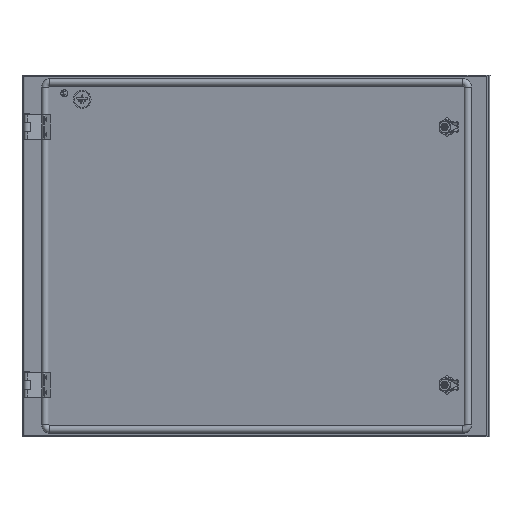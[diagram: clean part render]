
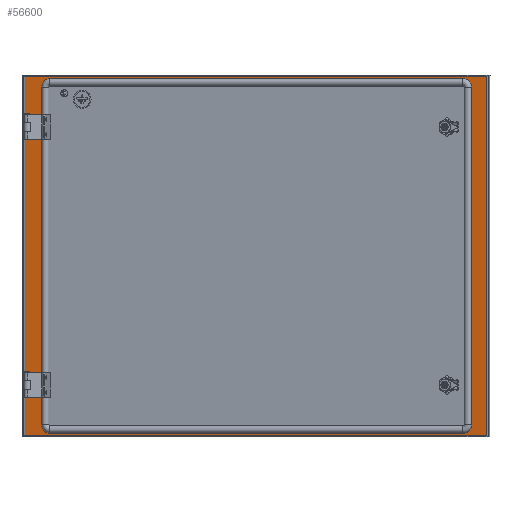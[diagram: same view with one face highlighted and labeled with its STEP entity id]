
A CAD part, left-side view. The second image highlights one B-rep face of the part: STEP entity #56600.
In plain terms, the highlighted planar face has unit normal (-0.966, 0.259, 0).
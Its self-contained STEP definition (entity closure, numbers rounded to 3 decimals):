
#266 = LINE ( 'NONE', #9689, #63510 ) ;
#473 = DIRECTION ( 'NONE',  ( -0.259, -0.966, 0. ) ) ;
#774 = EDGE_LOOP ( 'NONE', ( #80561, #27303 ) ) ;
#854 = CARTESIAN_POINT ( 'NONE',  ( -88.23, -315.227, 25. ) ) ;
#1322 = VERTEX_POINT ( 'NONE', #46390 ) ;
#1489 = DIRECTION ( 'NONE',  ( -0.259, -0.966, 0. ) ) ;
#1490 = VERTEX_POINT ( 'NONE', #65230 ) ;
#2119 = LINE ( 'NONE', #19856, #94634 ) ;
#2666 = DIRECTION ( 'NONE',  ( -0.259, -0.966, 0. ) ) ;
#3014 = EDGE_CURVE ( 'NONE', #85780, #65075, #9489, .T. ) ;
#3244 = CARTESIAN_POINT ( 'NONE',  ( -190.497, -697.277, -271. ) ) ;
#7653 = CARTESIAN_POINT ( 'NONE',  ( 9.77, 50.883, -187.5 ) ) ;
#8073 = DIRECTION ( 'NONE',  ( 0.259, 0.966, 0. ) ) ;
#8094 = CARTESIAN_POINT ( 'NONE',  ( 9.9, 51.366, -187.5 ) ) ;
#9132 = DIRECTION ( 'NONE',  ( -0.259, -0.966, 0. ) ) ;
#9385 = EDGE_CURVE ( 'NONE', #65075, #14854, #46457, .T. ) ;
#9489 = LINE ( 'NONE', #43901, #29972 ) ;
#9689 = CARTESIAN_POINT ( 'NONE',  ( 2.918, 25.285, 317. ) ) ;
#9835 = CARTESIAN_POINT ( 'NONE',  ( 9.9, 51.366, 237.5 ) ) ;
#10733 = VECTOR ( 'NONE', #22519, 1000. ) ;
#10789 = EDGE_LOOP ( 'NONE', ( #25895, #15098, #17298, #35476, #103079, #43944, #15200, #48886 ) ) ;
#11612 = AXIS2_PLACEMENT_3D ( 'NONE', #66000, #75929, #473 ) ;
#14854 = VERTEX_POINT ( 'NONE', #87371 ) ;
#14933 = VERTEX_POINT ( 'NONE', #26362 ) ;
#15098 = ORIENTED_EDGE ( 'NONE', *, *, #66354, .T. ) ;
#15200 = ORIENTED_EDGE ( 'NONE', *, *, #58026, .F. ) ;
#15516 = CARTESIAN_POINT ( 'NONE',  ( 9.77, 50.883, 237.5 ) ) ;
#15840 = FACE_BOUND ( 'NONE', #774, .T. ) ;
#16102 = EDGE_CURVE ( 'NONE', #49786, #85780, #39961, .T. ) ;
#16938 = DIRECTION ( 'NONE',  ( 0.966, -0.259, 0. ) ) ;
#16944 = CARTESIAN_POINT ( 'NONE',  ( 2.918, 25.285, -253. ) ) ;
#17298 = ORIENTED_EDGE ( 'NONE', *, *, #81978, .T. ) ;
#17576 = EDGE_CURVE ( 'NONE', #66039, #14933, #266, .T. ) ;
#17778 = EDGE_CURVE ( 'NONE', #1322, #46564, #45408, .T. ) ;
#18621 = CIRCLE ( 'NONE', #32785, 14. ) ;
#19728 = VERTEX_POINT ( 'NONE', #20773 ) ;
#19856 = CARTESIAN_POINT ( 'NONE',  ( 2.918, 25.285, -267. ) ) ;
#20602 = AXIS2_PLACEMENT_3D ( 'NONE', #8094, #69135, #76330 ) ;
#20773 = CARTESIAN_POINT ( 'NONE',  ( 10.029, 51.849, -187.5 ) ) ;
#21238 = VERTEX_POINT ( 'NONE', #58000 ) ;
#21820 = CARTESIAN_POINT ( 'NONE',  ( -179.378, -655.739, -253. ) ) ;
#22519 = DIRECTION ( 'NONE',  ( 0., 0., -1. ) ) ;
#22743 = EDGE_CURVE ( 'NONE', #75707, #1490, #57144, .T. ) ;
#23443 = CARTESIAN_POINT ( 'NONE',  ( -182.998, -669.263, -253. ) ) ;
#24030 = CARTESIAN_POINT ( 'NONE',  ( 2.918, 25.285, 303. ) ) ;
#24161 = DIRECTION ( 'NONE',  ( 0.259, 0.966, 0. ) ) ;
#24160 = CIRCLE ( 'NONE', #20602, 0.5 ) ;
#25895 = ORIENTED_EDGE ( 'NONE', *, *, #89257, .F. ) ;
#26362 = CARTESIAN_POINT ( 'NONE',  ( -179.378, -655.739, 317. ) ) ;
#26382 = EDGE_CURVE ( 'NONE', #1490, #75707, #36206, .T. ) ;
#26594 = EDGE_CURVE ( 'NONE', #21238, #42842, #2119, .T. ) ;
#27041 = DIRECTION ( 'NONE',  ( 0.966, -0.259, 0. ) ) ;
#27303 = ORIENTED_EDGE ( 'NONE', *, *, #51090, .F. ) ;
#27756 = DIRECTION ( 'NONE',  ( 0.259, 0.966, 0. ) ) ;
#28194 = ORIENTED_EDGE ( 'NONE', *, *, #3014, .T. ) ;
#29218 = DIRECTION ( 'NONE',  ( 0., 0., 1. ) ) ;
#29268 = CARTESIAN_POINT ( 'NONE',  ( -182.998, -669.263, 303. ) ) ;
#29635 = VECTOR ( 'NONE', #66062, 1000. ) ;
#29972 = VECTOR ( 'NONE', #27756, 1000. ) ;
#30525 = DIRECTION ( 'NONE',  ( -0.259, -0.966, 0. ) ) ;
#31530 = CIRCLE ( 'NONE', #105921, 14. ) ;
#32785 = AXIS2_PLACEMENT_3D ( 'NONE', #16944, #92400, #24161 ) ;
#32916 = DIRECTION ( 'NONE',  ( 0.259, 0.966, 0. ) ) ;
#35476 = ORIENTED_EDGE ( 'NONE', *, *, #17576, .T. ) ;
#36206 = CIRCLE ( 'NONE', #48582, 0.5 ) ;
#36669 = LINE ( 'NONE', #104296, #46959 ) ;
#37436 = CIRCLE ( 'NONE', #88828, 14. ) ;
#38335 = VERTEX_POINT ( 'NONE', #102016 ) ;
#38471 = DIRECTION ( 'NONE',  ( 0., 0., -1. ) ) ;
#38919 = CARTESIAN_POINT ( 'NONE',  ( 6.538, 38.808, 25. ) ) ;
#38992 = CIRCLE ( 'NONE', #88542, 14. ) ;
#39868 = CARTESIAN_POINT ( 'NONE',  ( 14.037, 66.822, 321. ) ) ;
#39961 = LINE ( 'NONE', #91522, #29635 ) ;
#42842 = VERTEX_POINT ( 'NONE', #65895 ) ;
#43724 = CARTESIAN_POINT ( 'NONE',  ( -179.378, -655.739, 303. ) ) ;
#43901 = CARTESIAN_POINT ( 'NONE',  ( -88.23, -315.227, 321. ) ) ;
#43944 = ORIENTED_EDGE ( 'NONE', *, *, #17778, .T. ) ;
#45408 = LINE ( 'NONE', #29268, #68879 ) ;
#46390 = CARTESIAN_POINT ( 'NONE',  ( -182.998, -669.263, 303. ) ) ;
#46457 = LINE ( 'NONE', #105163, #10733 ) ;
#46564 = VERTEX_POINT ( 'NONE', #23443 ) ;
#46959 = VECTOR ( 'NONE', #30525, 1000. ) ;
#48582 = AXIS2_PLACEMENT_3D ( 'NONE', #74033, #105609, #55230 ) ;
#48886 = ORIENTED_EDGE ( 'NONE', *, *, #26594, .F. ) ;
#49786 = VERTEX_POINT ( 'NONE', #3244 ) ;
#50147 = DIRECTION ( 'NONE',  ( 0.966, -0.259, 0. ) ) ;
#51090 = EDGE_CURVE ( 'NONE', #19728, #54101, #68353, .T. ) ;
#52602 = EDGE_CURVE ( 'NONE', #14854, #49786, #36669, .T. ) ;
#54101 = VERTEX_POINT ( 'NONE', #7653 ) ;
#55230 = DIRECTION ( 'NONE',  ( -0.259, -0.966, 0. ) ) ;
#56600 = ADVANCED_FACE ( 'NONE', ( #58587, #102317, #15840, #76305 ), #91841, .F. ) ;
#56849 = VECTOR ( 'NONE', #72766, 1000. ) ;
#57144 = CIRCLE ( 'NONE', #71311, 0.5 ) ;
#58000 = CARTESIAN_POINT ( 'NONE',  ( 2.918, 25.285, -267. ) ) ;
#58026 = EDGE_CURVE ( 'NONE', #42842, #46564, #31530, .T. ) ;
#58281 = CARTESIAN_POINT ( 'NONE',  ( -190.497, -697.277, 321. ) ) ;
#58433 = VERTEX_POINT ( 'NONE', #86631 ) ;
#58587 = FACE_OUTER_BOUND ( 'NONE', #75427, .T. ) ;
#59563 = CARTESIAN_POINT ( 'NONE',  ( 2.918, 25.285, 317. ) ) ;
#61965 = ORIENTED_EDGE ( 'NONE', *, *, #9385, .T. ) ;
#63510 = VECTOR ( 'NONE', #9132, 1000. ) ;
#63698 = EDGE_LOOP ( 'NONE', ( #95993, #73393 ) ) ;
#65031 = LINE ( 'NONE', #38919, #56849 ) ;
#65075 = VERTEX_POINT ( 'NONE', #39868 ) ;
#65230 = CARTESIAN_POINT ( 'NONE',  ( 10.029, 51.849, 237.5 ) ) ;
#65289 = EDGE_CURVE ( 'NONE', #14933, #1322, #38992, .T. ) ;
#65895 = CARTESIAN_POINT ( 'NONE',  ( -179.378, -655.739, -267. ) ) ;
#66000 = CARTESIAN_POINT ( 'NONE',  ( 9.9, 51.366, -187.5 ) ) ;
#66039 = VERTEX_POINT ( 'NONE', #59563 ) ;
#66062 = DIRECTION ( 'NONE',  ( 0., 0., 1. ) ) ;
#66354 = EDGE_CURVE ( 'NONE', #38335, #58433, #65031, .T. ) ;
#68353 = CIRCLE ( 'NONE', #11612, 0.5 ) ;
#68879 = VECTOR ( 'NONE', #96917, 1000. ) ;
#69135 = DIRECTION ( 'NONE',  ( -0.966, 0.259, 0. ) ) ;
#69207 = DIRECTION ( 'NONE',  ( -0.966, 0.259, 0. ) ) ;
#71311 = AXIS2_PLACEMENT_3D ( 'NONE', #9835, #69207, #1489 ) ;
#72252 = ORIENTED_EDGE ( 'NONE', *, *, #52602, .T. ) ;
#72766 = DIRECTION ( 'NONE',  ( 0., 0., 1. ) ) ;
#72870 = DIRECTION ( 'NONE',  ( -0.966, 0.259, 0. ) ) ;
#73393 = ORIENTED_EDGE ( 'NONE', *, *, #26382, .F. ) ;
#73901 = AXIS2_PLACEMENT_3D ( 'NONE', #854, #16938, #8073 ) ;
#74033 = CARTESIAN_POINT ( 'NONE',  ( 9.9, 51.366, 237.5 ) ) ;
#75427 = EDGE_LOOP ( 'NONE', ( #61965, #72252, #102247, #28194 ) ) ;
#75707 = VERTEX_POINT ( 'NONE', #15516 ) ;
#75929 = DIRECTION ( 'NONE',  ( -0.966, 0.259, 0. ) ) ;
#76305 = FACE_BOUND ( 'NONE', #10789, .T. ) ;
#76330 = DIRECTION ( 'NONE',  ( -0.259, -0.966, 0. ) ) ;
#80561 = ORIENTED_EDGE ( 'NONE', *, *, #99248, .F. ) ;
#81978 = EDGE_CURVE ( 'NONE', #58433, #66039, #37436, .T. ) ;
#85780 = VERTEX_POINT ( 'NONE', #58281 ) ;
#86631 = CARTESIAN_POINT ( 'NONE',  ( 6.538, 38.808, 303. ) ) ;
#87371 = CARTESIAN_POINT ( 'NONE',  ( 14.037, 66.822, -271. ) ) ;
#88542 = AXIS2_PLACEMENT_3D ( 'NONE', #43724, #27041, #29218 ) ;
#88828 = AXIS2_PLACEMENT_3D ( 'NONE', #24030, #50147, #32916 ) ;
#89257 = EDGE_CURVE ( 'NONE', #38335, #21238, #18621, .T. ) ;
#91522 = CARTESIAN_POINT ( 'NONE',  ( -190.497, -697.277, 25. ) ) ;
#91841 = PLANE ( 'NONE',  #73901 ) ;
#92400 = DIRECTION ( 'NONE',  ( -0.966, 0.259, 0. ) ) ;
#94634 = VECTOR ( 'NONE', #2666, 1000. ) ;
#95993 = ORIENTED_EDGE ( 'NONE', *, *, #22743, .F. ) ;
#96917 = DIRECTION ( 'NONE',  ( 0., 0., -1. ) ) ;
#99248 = EDGE_CURVE ( 'NONE', #54101, #19728, #24160, .T. ) ;
#102016 = CARTESIAN_POINT ( 'NONE',  ( 6.538, 38.808, -253. ) ) ;
#102247 = ORIENTED_EDGE ( 'NONE', *, *, #16102, .T. ) ;
#102317 = FACE_BOUND ( 'NONE', #63698, .T. ) ;
#103079 = ORIENTED_EDGE ( 'NONE', *, *, #65289, .T. ) ;
#104296 = CARTESIAN_POINT ( 'NONE',  ( -88.23, -315.227, -271. ) ) ;
#105163 = CARTESIAN_POINT ( 'NONE',  ( 14.037, 66.822, 25. ) ) ;
#105609 = DIRECTION ( 'NONE',  ( -0.966, 0.259, 0. ) ) ;
#105921 = AXIS2_PLACEMENT_3D ( 'NONE', #21820, #72870, #38471 ) ;
